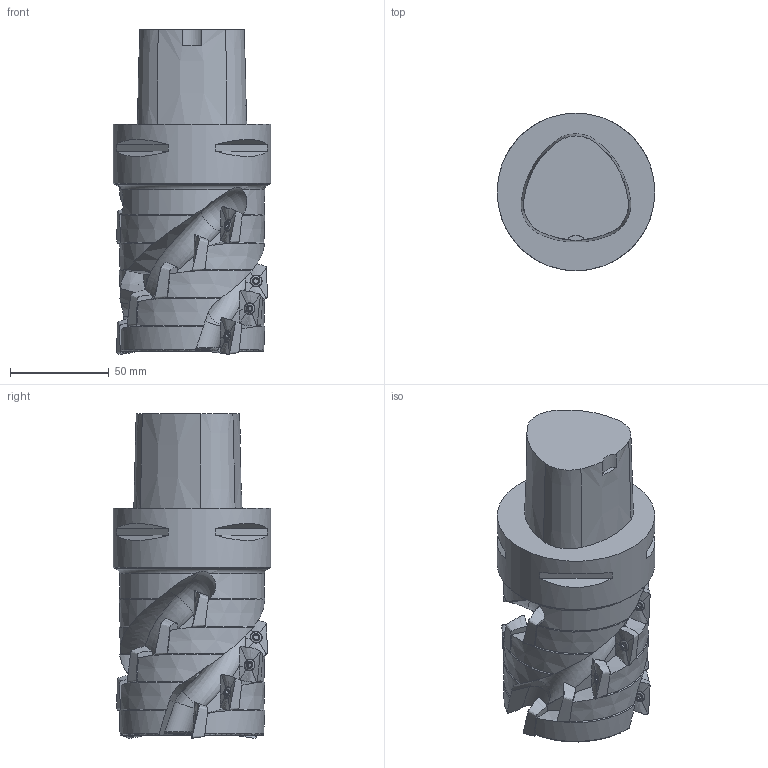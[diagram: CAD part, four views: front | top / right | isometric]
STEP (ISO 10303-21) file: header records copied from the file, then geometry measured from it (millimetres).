
FILE_DESCRIPTION(/* description */ (''),/* implementation_level */ '2;1');
FILE_NAME(/* name */ '1588325691530.stp',/* time_stamp */ '2020-05-01T15:05:30+06:00',/* author */ (''),/* organization */ ('SMS'),/* preprocessor_version */ 'ST-DEVELOPER v16.7',/* originating_system */ 'SIEMENS PLM Software NX 12.0',/* authorisation */ '');
FILE_SCHEMA (('AUTOMOTIVE_DESIGN { 1 0 10303 214 3 1 1 1 }'));
Products named in the file (4): ASSEMBLY_CONSTRUCTION; 202613866mod000_01; 202967805mod000_00; 202967841mod000_00
Assembly tree (17 placements, depth 2):
  202967841mod000_00
    202967805mod000_00
    202613866mod000_01  x15
    ASSEMBLY_CONSTRUCTION
Bounding box: 80 x 80 x 164.64 mm (x, y, z)
Volume: 535132.5 mm3; surface area: 62487.3 mm2
Topology: 16 solids, 16 shells, 654 faces, 1713 edges, 1177 vertices
Faces by surface type: extrusion 180, bspline 159, plane 107, cone 79, torus 70, cylinder 53, revolution 6
Full cylindrical faces by diameter (mm): 3.5 x15, 4.15 x15, 5.5 x15, 80 x1
Entity records: 46817 total; most frequent: CARTESIAN_POINT 34360, DIRECTION 2556, ORIENTED_EDGE 2370, EDGE_CURVE 1185, AXIS2_PLACEMENT_3D 1075, VERTEX_POINT 855, EDGE_LOOP 668, ELLIPSE 572
